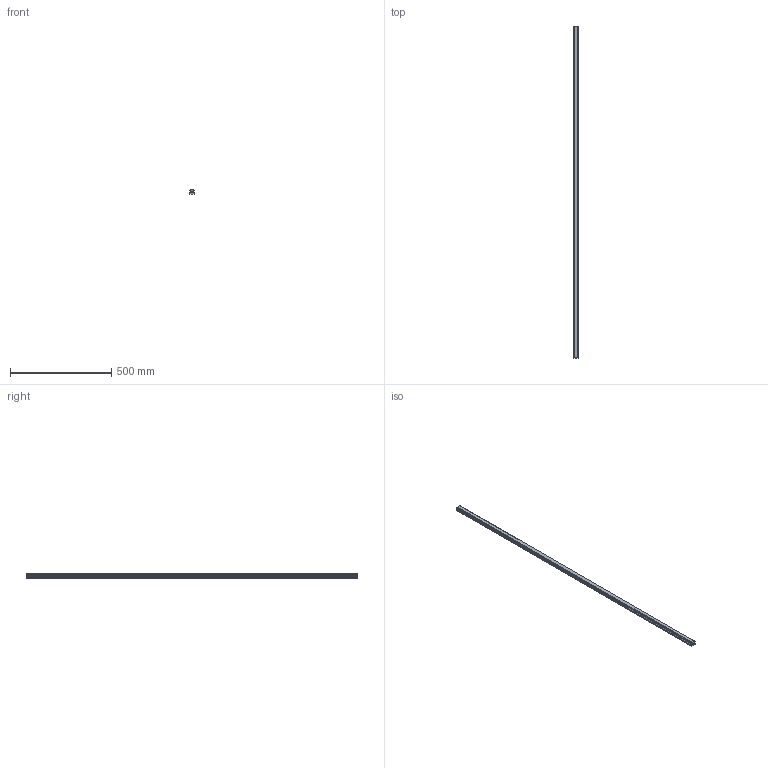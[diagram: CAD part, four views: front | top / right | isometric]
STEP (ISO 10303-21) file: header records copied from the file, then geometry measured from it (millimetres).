
FILE_DESCRIPTION(('STEP AP214'),'1');
FILE_NAME('cctmp_BB42E0E4-8BC9-45B5-AAED-445D65314AC5_2021_01_25_10_22_33_0675..stp','2021-01-25T09:22:33',('HIWIN GmbH'),('CADClick - www.CADClick.com'),'Spatial InterOp 3D',' ','unknown authorization');
FILE_SCHEMA(('AUTOMOTIVE_DESIGN'));
Length unit declared in the file: millimetre
Products named in the file (1): HGR25T1640C_FILE
Bounding box: 23 x 1640 x 22 mm (x, y, z)
Volume: 708891.3 mm3; surface area: 156211.1 mm2
Topology: 1 solids, 1 shells, 307 faces, 931 edges, 574 vertices
Faces by surface type: plane 173, cylinder 78, cone 56
Entity records: 12605 total; most frequent: DIRECTION 1871, CARTESIAN_POINT 1757, ORIENTED_EDGE 1750, EDGE_CURVE 875, AXIS2_PLACEMENT_3D 688, VERTEX_POINT 574, LINE 495, VECTOR 495
